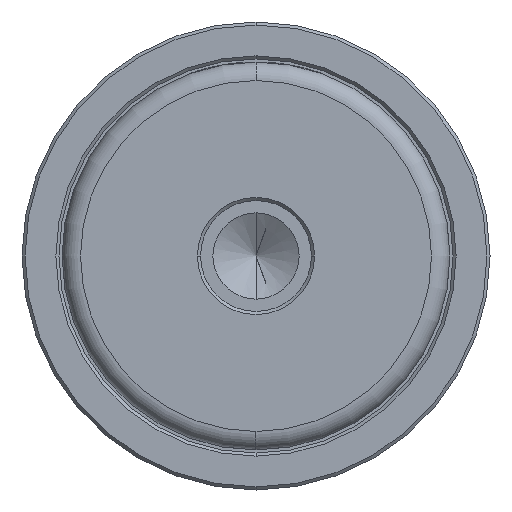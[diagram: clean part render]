
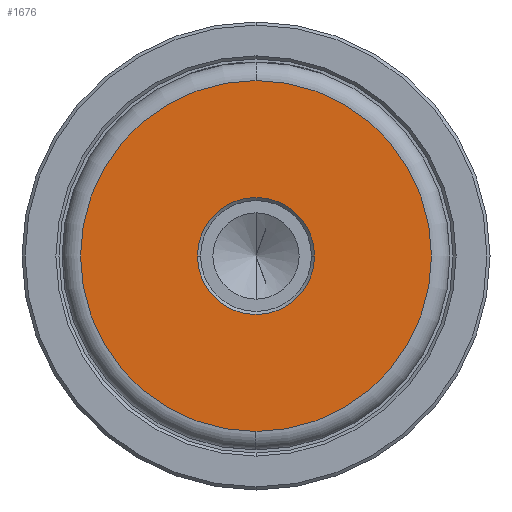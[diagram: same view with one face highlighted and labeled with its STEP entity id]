
A CAD part, left-side view. The second image highlights one B-rep face of the part: STEP entity #1676.
In plain terms, the highlighted planar face has unit normal (-1, 0, 0).
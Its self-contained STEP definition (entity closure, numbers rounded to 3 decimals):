
#19 = FACE_BOUND ( 'NONE', #104, .T. ) ;
#104 = EDGE_LOOP ( 'NONE', ( #2610, #452 ) ) ;
#210 = DIRECTION ( 'NONE',  ( -1., 0., 0. ) ) ;
#259 = CIRCLE ( 'NONE', #2434, 9.5 ) ;
#372 = AXIS2_PLACEMENT_3D ( 'NONE', #1432, #210, #1636 ) ;
#388 = PLANE ( 'NONE',  #2460 ) ;
#415 = CIRCLE ( 'NONE', #2545, 28.497 ) ;
#452 = ORIENTED_EDGE ( 'NONE', *, *, #1161, .T. ) ;
#532 = CARTESIAN_POINT ( 'NONE',  ( 0., 0., 0. ) ) ;
#598 = CARTESIAN_POINT ( 'NONE',  ( 0., 0., 0. ) ) ;
#620 = VERTEX_POINT ( 'NONE', #2281 ) ;
#751 = DIRECTION ( 'NONE',  ( 0., 0., 1. ) ) ;
#808 = CARTESIAN_POINT ( 'NONE',  ( 0., 0., 28.497 ) ) ;
#969 = EDGE_CURVE ( 'NONE', #1862, #620, #259, .T. ) ;
#992 = FACE_OUTER_BOUND ( 'NONE', #1630, .T. ) ;
#1007 = DIRECTION ( 'NONE',  ( 0., 0., 1. ) ) ;
#1034 = ORIENTED_EDGE ( 'NONE', *, *, #2516, .T. ) ;
#1044 = DIRECTION ( 'NONE',  ( 0., 0., 1. ) ) ;
#1125 = CARTESIAN_POINT ( 'NONE',  ( 0., 0., 0. ) ) ;
#1161 = EDGE_CURVE ( 'NONE', #620, #1862, #2534, .T. ) ;
#1202 = EDGE_CURVE ( 'NONE', #1679, #1546, #415, .T. ) ;
#1325 = DIRECTION ( 'NONE',  ( 0., 0., 1. ) ) ;
#1397 = CIRCLE ( 'NONE', #372, 28.497 ) ;
#1432 = CARTESIAN_POINT ( 'NONE',  ( 0., 0., 0. ) ) ;
#1546 = VERTEX_POINT ( 'NONE', #2606 ) ;
#1561 = CARTESIAN_POINT ( 'NONE',  ( 0., 0., 0. ) ) ;
#1630 = EDGE_LOOP ( 'NONE', ( #2442, #1034 ) ) ;
#1636 = DIRECTION ( 'NONE',  ( 0., 0., 1. ) ) ;
#1676 = ADVANCED_FACE ( 'NONE', ( #19, #992 ), #388, .T. ) ;
#1679 = VERTEX_POINT ( 'NONE', #808 ) ;
#1862 = VERTEX_POINT ( 'NONE', #2092 ) ;
#1948 = DIRECTION ( 'NONE',  ( 1., 0., 0. ) ) ;
#2092 = CARTESIAN_POINT ( 'NONE',  ( 0., -9.5, 0. ) ) ;
#2211 = DIRECTION ( 'NONE',  ( -1., 0., 0. ) ) ;
#2256 = DIRECTION ( 'NONE',  ( -1., 0., 0. ) ) ;
#2281 = CARTESIAN_POINT ( 'NONE',  ( 0., 9.5, 0. ) ) ;
#2397 = AXIS2_PLACEMENT_3D ( 'NONE', #1125, #2550, #1325 ) ;
#2434 = AXIS2_PLACEMENT_3D ( 'NONE', #532, #1948, #751 ) ;
#2442 = ORIENTED_EDGE ( 'NONE', *, *, #1202, .T. ) ;
#2460 = AXIS2_PLACEMENT_3D ( 'NONE', #598, #2211, #1007 ) ;
#2516 = EDGE_CURVE ( 'NONE', #1546, #1679, #1397, .T. ) ;
#2534 = CIRCLE ( 'NONE', #2397, 9.5 ) ;
#2545 = AXIS2_PLACEMENT_3D ( 'NONE', #1561, #2256, #1044 ) ;
#2550 = DIRECTION ( 'NONE',  ( 1., 0., 0. ) ) ;
#2606 = CARTESIAN_POINT ( 'NONE',  ( 0., 0., -28.497 ) ) ;
#2610 = ORIENTED_EDGE ( 'NONE', *, *, #969, .T. ) ;
